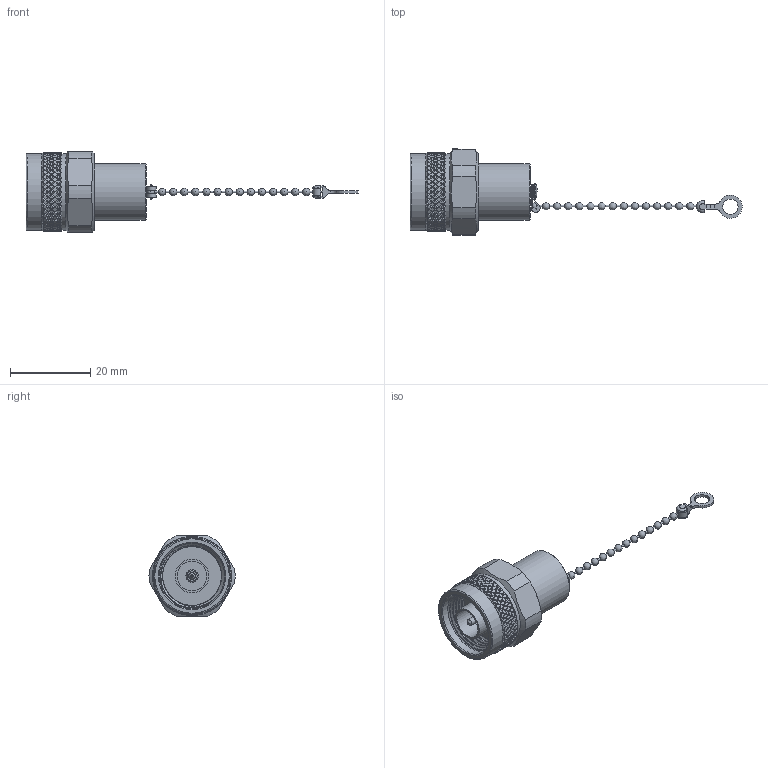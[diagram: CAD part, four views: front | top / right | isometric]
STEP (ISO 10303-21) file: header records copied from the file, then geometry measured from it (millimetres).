
FILE_DESCRIPTION (( 'STEP AP203' ), '1' );
FILE_NAME ('STN1811C_3D.step', '2022-10-20T18:15:49', ( '' ), ( '' ), 'SwSTEP 2.0', 'SolidWorks 2021', '' );
FILE_SCHEMA (( 'CONFIG_CONTROL_DESIGN' ));
Products named in the file (1): STN1811C_3D
Bounding box: 82.93 x 21.49 x 20 mm (x, y, z)
Volume: 6177.2 mm3; surface area: 3624.7 mm2
Topology: 1 solids, 1 shells, 1624 faces, 3660 edges, 2038 vertices
Faces by surface type: bspline 1155, cylinder 387, plane 52, sphere 17, cone 10, torus 3
Full cylindrical faces by diameter (mm): 0.457 x16, 1.651 x1, 2.239 x3, 3.048 x1, 3.81 x1, 3.928 x1, 7.366 x1, 8.382 x1, 14.224 x1, 16.256 x1, 19.1 x2
Entity records: 59203 total; most frequent: CARTESIAN_POINT 36759, ORIENTED_EDGE 7110, EDGE_CURVE 3555, VERTEX_POINT 1990, EDGE_LOOP 1699, FACE_OUTER_BOUND 1637, ADVANCED_FACE 1623, DIRECTION 1551
